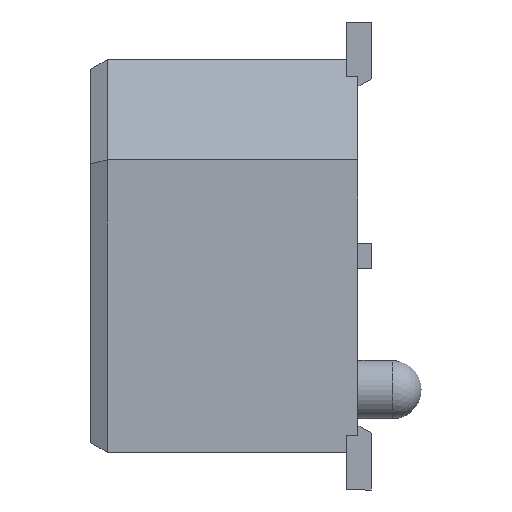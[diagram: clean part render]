
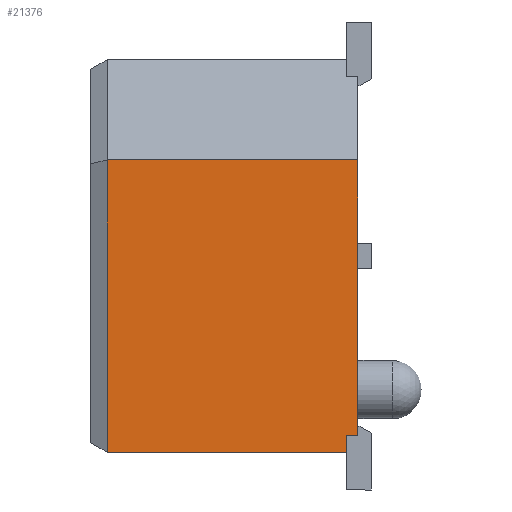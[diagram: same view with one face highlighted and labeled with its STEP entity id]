
A CAD part, left-side view. The second image highlights one B-rep face of the part: STEP entity #21376.
In plain terms, the highlighted face is planar.
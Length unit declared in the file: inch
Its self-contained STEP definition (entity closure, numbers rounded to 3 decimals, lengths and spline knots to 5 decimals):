
#175=LINE('',#29106,#3281);
#700=LINE('',#30150,#3806);
#702=LINE('',#30154,#3808);
#703=LINE('',#30156,#3809);
#704=LINE('',#30158,#3810);
#705=LINE('',#30159,#3811);
#3281=VECTOR('',#23644,39.37008);
#3806=VECTOR('',#24267,39.37008);
#3808=VECTOR('',#24271,39.37008);
#3809=VECTOR('',#24272,39.37008);
#3810=VECTOR('',#24273,39.37008);
#3811=VECTOR('',#24274,39.37008);
#6970=ORIENTED_EDGE('',*,*,#13312,.F.);
#6971=ORIENTED_EDGE('',*,*,#12785,.T.);
#6972=ORIENTED_EDGE('',*,*,#13313,.F.);
#6973=ORIENTED_EDGE('',*,*,#13314,.F.);
#6974=ORIENTED_EDGE('',*,*,#13310,.T.);
#6975=ORIENTED_EDGE('',*,*,#13315,.F.);
#12785=EDGE_CURVE('',#15984,#15983,#175,.T.);
#13310=EDGE_CURVE('',#16454,#16453,#700,.T.);
#13312=EDGE_CURVE('',#15984,#16455,#702,.T.);
#13313=EDGE_CURVE('',#16456,#15983,#703,.T.);
#13314=EDGE_CURVE('',#16454,#16456,#704,.T.);
#13315=EDGE_CURVE('',#16455,#16453,#705,.T.);
#15983=VERTEX_POINT('',#29105);
#15984=VERTEX_POINT('',#29107);
#16453=VERTEX_POINT('',#30149);
#16454=VERTEX_POINT('',#30151);
#16455=VERTEX_POINT('',#30155);
#16456=VERTEX_POINT('',#30157);
#18172=EDGE_LOOP('',(#6970,#6971,#6972,#6973,#6974,#6975));
#19260=FACE_BOUND('',#18172,.T.);
#20342=PLANE('',#22509);
#21376=ADVANCED_FACE('',(#19260),#20342,.F.);
#22509=AXIS2_PLACEMENT_3D('',#30153,#24269,#24270);
#23644=DIRECTION('',(0.,0.,-1.));
#24267=DIRECTION('',(0.,-1.,0.));
#24269=DIRECTION('',(-1.,0.,0.));
#24270=DIRECTION('',(0.,0.,1.));
#24271=DIRECTION('',(0.,1.,0.));
#24272=DIRECTION('',(0.,-1.,0.));
#24273=DIRECTION('',(0.,0.,-1.));
#24274=DIRECTION('',(0.,0.,1.));
#29105=CARTESIAN_POINT('',(0.39375,0.,-0.0575));
#29106=CARTESIAN_POINT('',(0.39375,0.,0.1175));
#29107=CARTESIAN_POINT('',(0.39375,0.,0.1075));
#30149=CARTESIAN_POINT('',(0.39375,0.007,0.1175));
#30150=CARTESIAN_POINT('',(0.39375,0.15,0.1175));
#30151=CARTESIAN_POINT('',(0.39375,0.15,0.1175));
#30153=CARTESIAN_POINT('',(0.39375,0.15,0.1175));
#30154=CARTESIAN_POINT('',(0.39375,0.15,0.1075));
#30155=CARTESIAN_POINT('',(0.39375,0.007,0.1075));
#30156=CARTESIAN_POINT('',(0.39375,0.15,-0.0575));
#30157=CARTESIAN_POINT('',(0.39375,0.15,-0.0575));
#30158=CARTESIAN_POINT('',(0.39375,0.15,0.1175));
#30159=CARTESIAN_POINT('',(0.39375,0.007,0.1175));
